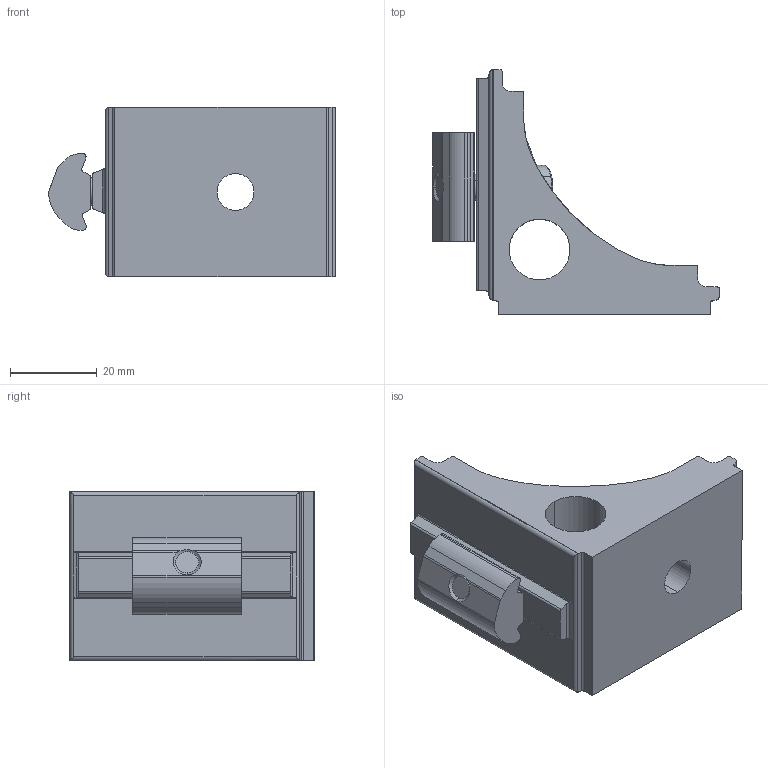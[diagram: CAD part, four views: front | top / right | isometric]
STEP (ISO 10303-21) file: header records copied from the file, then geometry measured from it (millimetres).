
FILE_DESCRIPTION (( 'STEP AP214' ), '1' );
FILE_NAME ('40mm SD Universal Corner Bracket Kit.step', '2020-03-06T23:14:04', ( '' ), ( '' ), 'SwSTEP 2.0', 'SolidWorks 2018', '' );
FILE_SCHEMA (( 'AUTOMOTIVE_DESIGN' ));
Length unit declared in the file: millimetre
Products named in the file (1): 40mm SD Universal Corner Bracket Kit
Bounding box: 66.03 x 56.25 x 39 mm (x, y, z)
Volume: 41907.3 mm3; surface area: 14946.1 mm2
Topology: 3 solids, 3 shells, 125 faces, 325 edges, 208 vertices
Faces by surface type: cylinder 52, plane 48, cone 14, bspline 7, torus 4
Entity records: 4124 total; most frequent: CARTESIAN_POINT 1047, ORIENTED_EDGE 650, DIRECTION 617, EDGE_CURVE 325, AXIS2_PLACEMENT_3D 220, VERTEX_POINT 208, VECTOR 177, LINE 177
